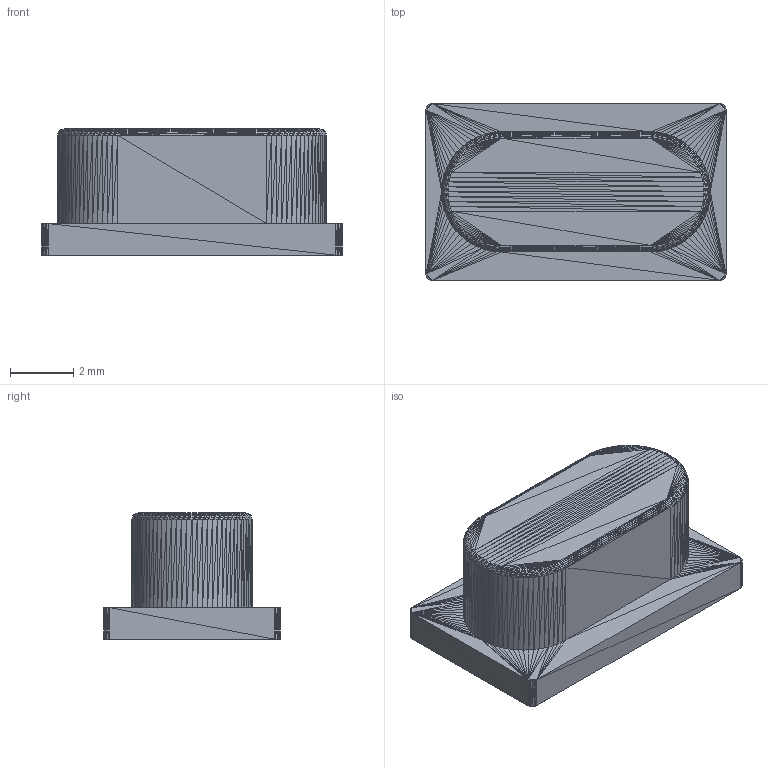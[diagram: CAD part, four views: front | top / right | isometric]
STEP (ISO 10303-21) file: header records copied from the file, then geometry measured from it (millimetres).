
FILE_DESCRIPTION((''),'2;1');
FILE_NAME('keycap', '2025-02-08T18:00:48', (''), (''), 'ImageToStl.com STEP Converter','', '');
FILE_SCHEMA(('AUTOMOTIVE_DESIGN_CC2'));
Length unit declared in the file: metre
Products named in the file (1): product0
Bounding box: 9.5 x 5.6 x 4 mm (x, y, z)
Surface area: 198.3 mm2 (no closed solid volume)
Topology: 0 solids, 1364 shells, 1364 faces, 4092 edges, 684 vertices
Faces by surface type: plane 1364
Entity records: 31418 total; most frequent: DIRECTION 6822, ORIENTED_EDGE 4092, EDGE_CURVE 4092, LINE 4092, VECTOR 4092, AXIS2_PLACEMENT_3D 1365, FACE_SURFACE 1364, PLANE 1364
